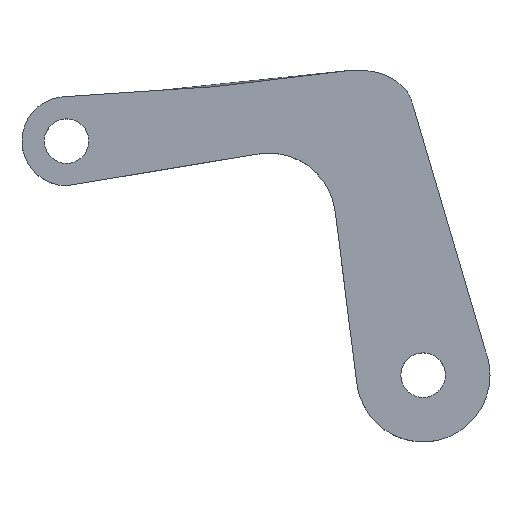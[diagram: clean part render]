
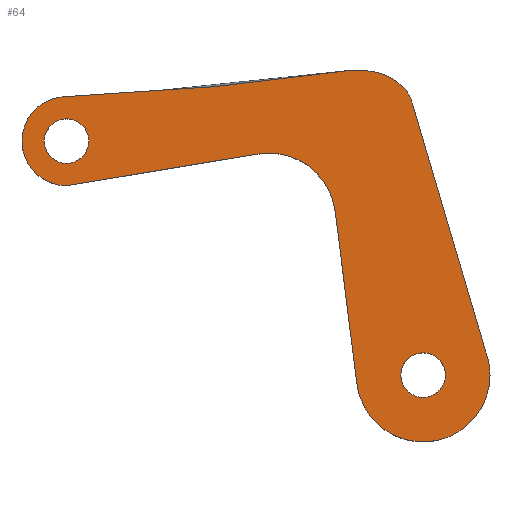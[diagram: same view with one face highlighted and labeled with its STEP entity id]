
A CAD part, top view. The second image highlights one B-rep face of the part: STEP entity #64.
In plain terms, the highlighted planar face has unit normal (0, 0, 1).
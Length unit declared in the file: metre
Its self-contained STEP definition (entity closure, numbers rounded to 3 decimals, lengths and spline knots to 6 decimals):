
#64=ADVANCED_FACE('0:3667',(#135,#136,#137),#138,.T.);
#135=FACE_OUTER_BOUND('',#3479,.T.);
#136=FACE_BOUND('',#3480,.T.);
#137=FACE_BOUND('',#3481,.T.);
#138=PLANE('',#3482);
#3479=EDGE_LOOP('',(#6968,#6969,#6970,#6971,#6972,#6973,#6974,#6975,#6976,#6977,#6978));
#3480=EDGE_LOOP('',(#6979,#6980));
#3481=EDGE_LOOP('',(#6981,#6982));
#3482=AXIS2_PLACEMENT_3D('',#6983,#6984,#6985);
#6968=ORIENTED_EDGE('',*,*,#7146,.F.);
#6969=ORIENTED_EDGE('',*,*,#7147,.F.);
#6970=ORIENTED_EDGE('',*,*,#7140,.F.);
#6971=ORIENTED_EDGE('',*,*,#7115,.F.);
#6972=ORIENTED_EDGE('',*,*,#7148,.F.);
#6973=ORIENTED_EDGE('',*,*,#7136,.F.);
#6974=ORIENTED_EDGE('',*,*,#7149,.F.);
#6975=ORIENTED_EDGE('',*,*,#7130,.F.);
#6976=ORIENTED_EDGE('',*,*,#7150,.F.);
#6977=ORIENTED_EDGE('',*,*,#7128,.F.);
#6978=ORIENTED_EDGE('',*,*,#7151,.F.);
#6979=ORIENTED_EDGE('',*,*,#7152,.F.);
#6980=ORIENTED_EDGE('',*,*,#7153,.F.);
#6981=ORIENTED_EDGE('',*,*,#7154,.F.);
#6982=ORIENTED_EDGE('',*,*,#7155,.F.);
#6983=CARTESIAN_POINT('',(0.219495,-0.043899,0.005));
#6984=DIRECTION('',(0.0,0.0,1.0));
#6985=DIRECTION('',(1.0,0.0,0.0));
#7115=EDGE_CURVE('0:3730',#7205,#7206,#7207,.T.);
#7128=EDGE_CURVE('0:3694',#7226,#7219,#7228,.T.);
#7130=EDGE_CURVE('0:3703',#7230,#7231,#7232,.T.);
#7136=EDGE_CURVE('',#7239,#7242,#7243,.T.);
#7140=EDGE_CURVE('0:3739',#7206,#7248,#7249,.T.);
#7146=EDGE_CURVE('3:70565',#7258,#7259,#7260,.T.);
#7147=EDGE_CURVE('0:3748',#7248,#7258,#7261,.T.);
#7148=EDGE_CURVE('0:3721',#7242,#7205,#7262,.T.);
#7149=EDGE_CURVE('3:17967',#7231,#7239,#7263,.T.);
#7150=EDGE_CURVE('',#7219,#7230,#7264,.T.);
#7151=EDGE_CURVE('0:3685',#7259,#7226,#7265,.T.);
#7152=EDGE_CURVE('0:3754',#7266,#7267,#7268,.T.);
#7153=EDGE_CURVE('',#7267,#7266,#7269,.T.);
#7154=EDGE_CURVE('0:3760',#7270,#7271,#7272,.T.);
#7155=EDGE_CURVE('',#7271,#7270,#7273,.T.);
#7205=VERTEX_POINT('',#7437);
#7206=VERTEX_POINT('',#7438);
#7207=CIRCLE('',#7439,0.047899);
#7219=VERTEX_POINT('',#7572);
#7226=VERTEX_POINT('',#7585);
#7228=CIRCLE('',#7592,0.071849);
#7230=VERTEX_POINT('',#7594);
#7231=VERTEX_POINT('',#7595);
#7232=LINE('',#7596,#7597);
#7239=VERTEX_POINT('',#7607);
#7242=VERTEX_POINT('',#7611);
#7243=CIRCLE('',#7612,0.071849);
#7248=VERTEX_POINT('',#7618);
#7249=LINE('',#7619,#7620);
#7258=VERTEX_POINT('',#7648);
#7259=VERTEX_POINT('',#7649);
#7260=B_SPLINE_CURVE_WITH_KNOTS('',3,(#7650,#7651,#7652,#7653,#7654,#7655,#7656,#7657,#7658,#7659),.UNSPECIFIED.,.F.,.F.,(4,2,2,2,4),(0.0,0.002771,0.005013,0.006475,0.007932),.UNSPECIFIED.);
#7261=B_SPLINE_CURVE_WITH_KNOTS('',3,(#7660,#7661,#7662,#7663,#7664,#7665),.UNSPECIFIED.,.F.,.F.,(4,2,4),(0.004809,0.017013,0.021807),.UNSPECIFIED.);
#7262=LINE('',#7666,#7667);
#7263=CIRCLE('',#7668,0.071849);
#7264=CIRCLE('',#7669,0.071849);
#7265=B_SPLINE_CURVE_WITH_KNOTS('',3,(#7670,#7671,#7672,#7673,#7674,#7675,#7676,#7677,#7678),.UNSPECIFIED.,.F.,.F.,(4,3,2,4),(0.021865,0.021881,0.028093,0.032155),.UNSPECIFIED.);
#7266=VERTEX_POINT('',#7679);
#7267=VERTEX_POINT('',#7680);
#7268=CIRCLE('',#7681,0.02395);
#7269=CIRCLE('',#7682,0.02395);
#7270=VERTEX_POINT('',#7683);
#7271=VERTEX_POINT('',#7684);
#7272=CIRCLE('',#7685,0.02395);
#7273=CIRCLE('',#7686,0.02395);
#7437=CARTESIAN_POINT('',(-0.02,-0.091798,0.005));
#7438=CARTESIAN_POINT('',(-0.02,0.004,0.005));
#7439=AXIS2_PLACEMENT_3D('',#8024,#8025,#8026);
#7572=CARTESIAN_POINT('',(0.435041,-0.295369,0.005));
#7585=CARTESIAN_POINT('',(0.430152,-0.269319,0.005));
#7592=AXIS2_PLACEMENT_3D('',#8036,#8037,#8038);
#7594=CARTESIAN_POINT('',(0.291904,-0.304326,0.005));
#7595=CARTESIAN_POINT('',(0.26871,-0.119715,0.005));
#7596=CARTESIAN_POINT('',(0.275236,-0.171658,0.005));
#7597=VECTOR('',#8039,11.974767);
#7607=CARTESIAN_POINT('',(0.239461,-0.070405,0.005));
#7611=CARTESIAN_POINT('',(0.185701,-0.057785,0.005));
#7612=AXIS2_PLACEMENT_3D('',#8044,#8045,#8046);
#7618=CARTESIAN_POINT('',(0.138486,0.014566,0.005));
#7619=CARTESIAN_POINT('',(0.188713,0.017914,0.005));
#7620=VECTOR('',#8051,11.974767);
#7648=CARTESIAN_POINT('',(0.282859,0.031915,0.005));
#7649=CARTESIAN_POINT('',(0.351633,-0.003055,0.005));
#7650=CARTESIAN_POINT('',(0.282859,0.031915,0.005));
#7651=CARTESIAN_POINT('',(0.293842,0.033228,0.005));
#7652=CARTESIAN_POINT('',(0.304919,0.032443,0.005));
#7653=CARTESIAN_POINT('',(0.323131,0.027336,0.005));
#7654=CARTESIAN_POINT('',(0.330433,0.023769,0.005));
#7655=CARTESIAN_POINT('',(0.340308,0.01609,0.005));
#7656=CARTESIAN_POINT('',(0.343578,0.012651,0.005));
#7657=CARTESIAN_POINT('',(0.348707,0.005161,0.005));
#7658=CARTESIAN_POINT('',(0.350551,0.00114,0.005));
#7659=CARTESIAN_POINT('',(0.351633,-0.003055,0.005));
#7660=CARTESIAN_POINT('',(0.138486,0.014566,0.005));
#7661=CARTESIAN_POINT('',(0.187043,0.020432,0.005));
#7662=CARTESIAN_POINT('',(0.23575,0.026282,0.005));
#7663=CARTESIAN_POINT('',(0.303089,0.034334,0.005));
#7664=CARTESIAN_POINT('',(0.322121,0.036606,0.005));
#7665=CARTESIAN_POINT('',(0.341171,0.038876,0.005));
#7666=CARTESIAN_POINT('',(0.100415,-0.071887,0.005));
#7667=VECTOR('',#8053,11.974767);
#7668=AXIS2_PLACEMENT_3D('',#8054,#8055,#8056);
#7669=AXIS2_PLACEMENT_3D('',#8057,#8058,#8059);
#7670=CARTESIAN_POINT('',(0.341171,0.038876,0.005));
#7671=CARTESIAN_POINT('',(0.341205,0.038735,0.005));
#7672=CARTESIAN_POINT('',(0.341239,0.038595,0.005));
#7673=CARTESIAN_POINT('',(0.341273,0.038455,0.005));
#7674=CARTESIAN_POINT('',(0.353992,-0.014376,0.005));
#7675=CARTESIAN_POINT('',(0.370005,-0.073049,0.005));
#7676=CARTESIAN_POINT('',(0.402275,-0.181401,0.005));
#7677=CARTESIAN_POINT('',(0.416009,-0.225401,0.005));
#7678=CARTESIAN_POINT('',(0.430152,-0.269319,0.005));
#7679=CARTESIAN_POINT('',(0.00395,-0.043899,0.005));
#7680=CARTESIAN_POINT('',(-0.04395,-0.043899,0.005));
#7681=AXIS2_PLACEMENT_3D('',#8060,#8061,#8062);
#7682=AXIS2_PLACEMENT_3D('',#8063,#8064,#8065);
#7683=CARTESIAN_POINT('',(0.387142,-0.295369,0.005));
#7684=CARTESIAN_POINT('',(0.339243,-0.295369,0.005));
#7685=AXIS2_PLACEMENT_3D('',#8066,#8067,#8068);
#7686=AXIS2_PLACEMENT_3D('',#8069,#8070,#8071);
#8024=CARTESIAN_POINT('',(-0.02,-0.043899,0.005));
#8025=DIRECTION('',(0.0,0.0,-1.0));
#8026=DIRECTION('',(0.0,1.0,0.0));
#8036=CARTESIAN_POINT('',(0.363193,-0.295369,0.005));
#8037=DIRECTION('',(-0.0,0.0,-1.0));
#8038=DIRECTION('',(-1.0,0.,0.0));
#8039=DIRECTION('',(-0.125,0.992,0.0));
#8044=CARTESIAN_POINT('',(0.197422,-0.128671,0.005));
#8045=DIRECTION('',(0.0,-0.0,1.0));
#8046=DIRECTION('',(0.585,0.811,0.0));
#8051=DIRECTION('',(0.998,0.067,0.0));
#8053=DIRECTION('',(-0.987,-0.163,0.0));
#8054=CARTESIAN_POINT('',(0.197422,-0.128671,0.005));
#8055=DIRECTION('',(0.0,-0.0,1.0));
#8056=DIRECTION('',(0.585,0.811,0.0));
#8057=CARTESIAN_POINT('',(0.363193,-0.295369,0.005));
#8058=DIRECTION('',(-0.0,0.0,-1.0));
#8059=DIRECTION('',(-1.0,0.,0.0));
#8060=CARTESIAN_POINT('',(-0.02,-0.043899,0.005));
#8061=DIRECTION('',(0.0,0.0,1.0));
#8062=DIRECTION('',(1.0,0.0,0.0));
#8063=CARTESIAN_POINT('',(-0.02,-0.043899,0.005));
#8064=DIRECTION('',(0.0,0.0,1.0));
#8065=DIRECTION('',(1.0,0.0,0.0));
#8066=CARTESIAN_POINT('',(0.363193,-0.295369,0.005));
#8067=DIRECTION('',(0.0,0.0,1.0));
#8068=DIRECTION('',(1.0,0.0,0.0));
#8069=CARTESIAN_POINT('',(0.363193,-0.295369,0.005));
#8070=DIRECTION('',(0.0,0.0,1.0));
#8071=DIRECTION('',(1.0,0.0,0.0));
